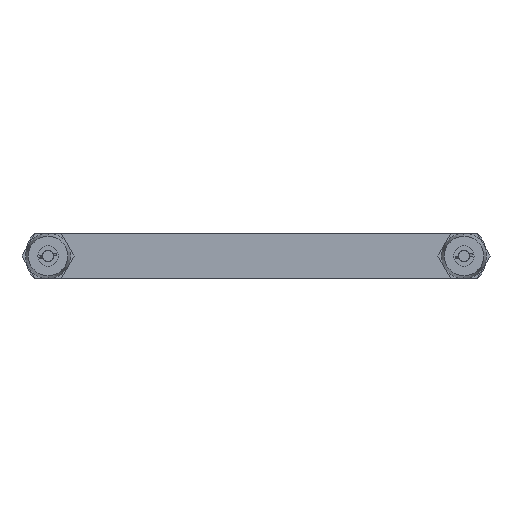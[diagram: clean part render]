
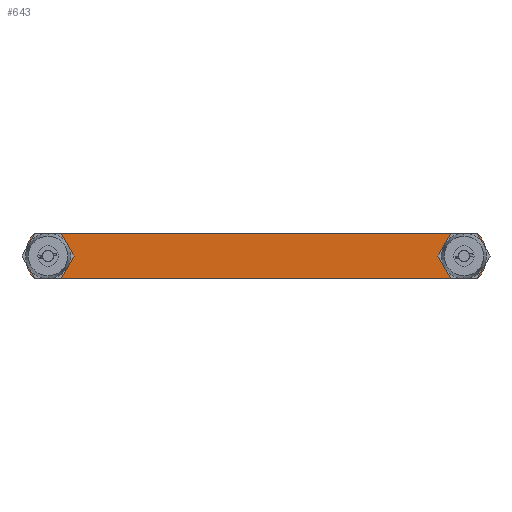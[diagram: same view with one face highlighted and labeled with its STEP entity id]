
A CAD part, front view. The second image highlights one B-rep face of the part: STEP entity #643.
In plain terms, the highlighted planar face has unit normal (0, -1, 0).
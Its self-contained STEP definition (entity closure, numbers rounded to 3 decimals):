
#18 = VECTOR ( 'NONE', #954, 1000. ) ;
#75 = DIRECTION ( 'NONE',  ( 0., 0., 1. ) ) ;
#78 = DIRECTION ( 'NONE',  ( 0., 1., 0. ) ) ;
#114 = ORIENTED_EDGE ( 'NONE', *, *, #1281, .T. ) ;
#124 = DIRECTION ( 'NONE',  ( -1., 0., 0. ) ) ;
#142 = EDGE_CURVE ( 'NONE', #1638, #2847, #929, .T. ) ;
#195 = EDGE_LOOP ( 'NONE', ( #4177, #1155, #4425, #114 ) ) ;
#205 = CARTESIAN_POINT ( 'NONE',  ( -181., 0., 0. ) ) ;
#211 = CARTESIAN_POINT ( 'NONE',  ( 184.25, 0., 3.25 ) ) ;
#232 = VECTOR ( 'NONE', #3916, 1000. ) ;
#270 = DIRECTION ( 'NONE',  ( -1., 0., 0. ) ) ;
#313 = CARTESIAN_POINT ( 'NONE',  ( -187.5, 0., -5.25 ) ) ;
#371 = VECTOR ( 'NONE', #711, 1000. ) ;
#490 = DIRECTION ( 'NONE',  ( 0., 0., 1. ) ) ;
#495 = DIRECTION ( 'NONE',  ( 0., 1., 0. ) ) ;
#538 = EDGE_CURVE ( 'NONE', #3030, #1506, #1383, .T. ) ;
#545 = ORIENTED_EDGE ( 'NONE', *, *, #1912, .T. ) ;
#576 = CARTESIAN_POINT ( 'NONE',  ( 174.25, 0., 0. ) ) ;
#579 = DIRECTION ( 'NONE',  ( 0., 0., 1. ) ) ;
#582 = EDGE_CURVE ( 'NONE', #2333, #1864, #2829, .T. ) ;
#643 = ADVANCED_FACE ( 'NONE', ( #2561, #1476, #3941 ), #3555, .F. ) ;
#677 = VERTEX_POINT ( 'NONE', #3184 ) ;
#691 = AXIS2_PLACEMENT_3D ( 'NONE', #4237, #1790, #75 ) ;
#701 = DIRECTION ( 'NONE',  ( 0., 1., 0. ) ) ;
#711 = DIRECTION ( 'NONE',  ( 1., 0., 0. ) ) ;
#727 = DIRECTION ( 'NONE',  ( 0., 0., 1. ) ) ;
#742 = CARTESIAN_POINT ( 'NONE',  ( -187.5, 0., -5.25 ) ) ;
#798 = CARTESIAN_POINT ( 'NONE',  ( -174.25, 0., 0. ) ) ;
#825 = CARTESIAN_POINT ( 'NONE',  ( -187.5, 0., 5.25 ) ) ;
#832 = CIRCLE ( 'NONE', #2853, 5.25 ) ;
#835 = VERTEX_POINT ( 'NONE', #2269 ) ;
#844 = EDGE_CURVE ( 'NONE', #2847, #2333, #4066, .T. ) ;
#929 = LINE ( 'NONE', #1952, #18 ) ;
#936 = ORIENTED_EDGE ( 'NONE', *, *, #582, .F. ) ;
#954 = DIRECTION ( 'NONE',  ( 1., 0., 0. ) ) ;
#959 = AXIS2_PLACEMENT_3D ( 'NONE', #798, #78, #490 ) ;
#962 = VERTEX_POINT ( 'NONE', #4099 ) ;
#1010 = DIRECTION ( 'NONE',  ( 0., 0., 1. ) ) ;
#1041 = CARTESIAN_POINT ( 'NONE',  ( -196.611, 0., 20. ) ) ;
#1155 = ORIENTED_EDGE ( 'NONE', *, *, #538, .T. ) ;
#1196 = VERTEX_POINT ( 'NONE', #1198 ) ;
#1198 = CARTESIAN_POINT ( 'NONE',  ( 179., 0., 3.25 ) ) ;
#1215 = LINE ( 'NONE', #313, #1302 ) ;
#1227 = DIRECTION ( 'NONE',  ( 0., 1., 0. ) ) ;
#1253 = DIRECTION ( 'NONE',  ( 0., 0., 1. ) ) ;
#1281 = EDGE_CURVE ( 'NONE', #835, #1475, #1215, .T. ) ;
#1302 = VECTOR ( 'NONE', #270, 1000. ) ;
#1323 = ORIENTED_EDGE ( 'NONE', *, *, #2216, .T. ) ;
#1341 = CIRCLE ( 'NONE', #2288, 5.25 ) ;
#1383 = LINE ( 'NONE', #4152, #371 ) ;
#1419 = AXIS2_PLACEMENT_3D ( 'NONE', #2923, #495, #1253 ) ;
#1473 = CARTESIAN_POINT ( 'NONE',  ( 189.5, 0., 3.25 ) ) ;
#1475 = VERTEX_POINT ( 'NONE', #742 ) ;
#1476 = FACE_OUTER_BOUND ( 'NONE', #4019, .T. ) ;
#1506 = VERTEX_POINT ( 'NONE', #2098 ) ;
#1538 = DIRECTION ( 'NONE',  ( 0., 0., 1. ) ) ;
#1638 = VERTEX_POINT ( 'NONE', #1041 ) ;
#1753 = VECTOR ( 'NONE', #124, 1000. ) ;
#1790 = DIRECTION ( 'NONE',  ( 0., 1., 0. ) ) ;
#1851 = ORIENTED_EDGE ( 'NONE', *, *, #2081, .T. ) ;
#1864 = VERTEX_POINT ( 'NONE', #2957 ) ;
#1879 = CARTESIAN_POINT ( 'NONE',  ( 189.5, 0., -3.25 ) ) ;
#1884 = CARTESIAN_POINT ( 'NONE',  ( -196.611, 0., -20. ) ) ;
#1893 = AXIS2_PLACEMENT_3D ( 'NONE', #576, #1227, #1538 ) ;
#1912 = EDGE_CURVE ( 'NONE', #3020, #1196, #4075, .T. ) ;
#1952 = CARTESIAN_POINT ( 'NONE',  ( -196.611, 0., 20. ) ) ;
#2065 = VERTEX_POINT ( 'NONE', #1879 ) ;
#2081 = EDGE_CURVE ( 'NONE', #962, #2065, #3157, .T. ) ;
#2098 = CARTESIAN_POINT ( 'NONE',  ( -181., 0., 5.25 ) ) ;
#2212 = AXIS2_PLACEMENT_3D ( 'NONE', #205, #4333, #4005 ) ;
#2216 = EDGE_CURVE ( 'NONE', #2065, #677, #3694, .T. ) ;
#2269 = CARTESIAN_POINT ( 'NONE',  ( -181., 0., -5.25 ) ) ;
#2288 = AXIS2_PLACEMENT_3D ( 'NONE', #211, #2920, #579 ) ;
#2329 = EDGE_CURVE ( 'NONE', #677, #3020, #832, .T. ) ;
#2333 = VERTEX_POINT ( 'NONE', #3104 ) ;
#2416 = CARTESIAN_POINT ( 'NONE',  ( 184.25, 0., -3.25 ) ) ;
#2561 = FACE_BOUND ( 'NONE', #195, .T. ) ;
#2780 = CIRCLE ( 'NONE', #691, 30. ) ;
#2798 = ORIENTED_EDGE ( 'NONE', *, *, #2329, .T. ) ;
#2810 = CARTESIAN_POINT ( 'NONE',  ( 196.611, 0., 20. ) ) ;
#2829 = LINE ( 'NONE', #1884, #1753 ) ;
#2847 = VERTEX_POINT ( 'NONE', #2810 ) ;
#2853 = AXIS2_PLACEMENT_3D ( 'NONE', #2416, #701, #1010 ) ;
#2920 = DIRECTION ( 'NONE',  ( 0., 1., 0. ) ) ;
#2923 = CARTESIAN_POINT ( 'NONE',  ( -187.5, 0., 0. ) ) ;
#2957 = CARTESIAN_POINT ( 'NONE',  ( -196.611, 0., -20. ) ) ;
#3002 = EDGE_CURVE ( 'NONE', #1475, #3030, #3938, .T. ) ;
#3020 = VERTEX_POINT ( 'NONE', #3926 ) ;
#3030 = VERTEX_POINT ( 'NONE', #825 ) ;
#3104 = CARTESIAN_POINT ( 'NONE',  ( 196.611, 0., -20. ) ) ;
#3157 = LINE ( 'NONE', #1473, #232 ) ;
#3184 = CARTESIAN_POINT ( 'NONE',  ( 184.25, 0., -8.5 ) ) ;
#3256 = AXIS2_PLACEMENT_3D ( 'NONE', #4332, #4026, #3363 ) ;
#3279 = EDGE_CURVE ( 'NONE', #1864, #1638, #2780, .T. ) ;
#3282 = CIRCLE ( 'NONE', #2212, 5.25 ) ;
#3335 = EDGE_CURVE ( 'NONE', #1506, #835, #3282, .T. ) ;
#3363 = DIRECTION ( 'NONE',  ( 0., 0., 1. ) ) ;
#3548 = ORIENTED_EDGE ( 'NONE', *, *, #4156, .T. ) ;
#3555 = PLANE ( 'NONE',  #959 ) ;
#3557 = EDGE_LOOP ( 'NONE', ( #3548, #1851, #1323, #2798, #545 ) ) ;
#3562 = ORIENTED_EDGE ( 'NONE', *, *, #142, .F. ) ;
#3694 = CIRCLE ( 'NONE', #3256, 5.25 ) ;
#3815 = ORIENTED_EDGE ( 'NONE', *, *, #3279, .F. ) ;
#3843 = VECTOR ( 'NONE', #727, 1000. ) ;
#3916 = DIRECTION ( 'NONE',  ( 0., 0., -1. ) ) ;
#3926 = CARTESIAN_POINT ( 'NONE',  ( 179., 0., -3.25 ) ) ;
#3938 = CIRCLE ( 'NONE', #1419, 5.25 ) ;
#3941 = FACE_BOUND ( 'NONE', #3557, .T. ) ;
#4005 = DIRECTION ( 'NONE',  ( 0., 0., 1. ) ) ;
#4019 = EDGE_LOOP ( 'NONE', ( #3815, #936, #4024, #3562 ) ) ;
#4024 = ORIENTED_EDGE ( 'NONE', *, *, #844, .F. ) ;
#4026 = DIRECTION ( 'NONE',  ( 0., 1., 0. ) ) ;
#4066 = CIRCLE ( 'NONE', #1893, 30. ) ;
#4075 = LINE ( 'NONE', #4171, #3843 ) ;
#4099 = CARTESIAN_POINT ( 'NONE',  ( 189.5, 0., 3.25 ) ) ;
#4152 = CARTESIAN_POINT ( 'NONE',  ( -187.5, 0., 5.25 ) ) ;
#4156 = EDGE_CURVE ( 'NONE', #1196, #962, #1341, .T. ) ;
#4171 = CARTESIAN_POINT ( 'NONE',  ( 179., 0., 3.25 ) ) ;
#4177 = ORIENTED_EDGE ( 'NONE', *, *, #3002, .T. ) ;
#4237 = CARTESIAN_POINT ( 'NONE',  ( -174.25, 0., 0. ) ) ;
#4332 = CARTESIAN_POINT ( 'NONE',  ( 184.25, 0., -3.25 ) ) ;
#4333 = DIRECTION ( 'NONE',  ( 0., 1., 0. ) ) ;
#4425 = ORIENTED_EDGE ( 'NONE', *, *, #3335, .T. ) ;
